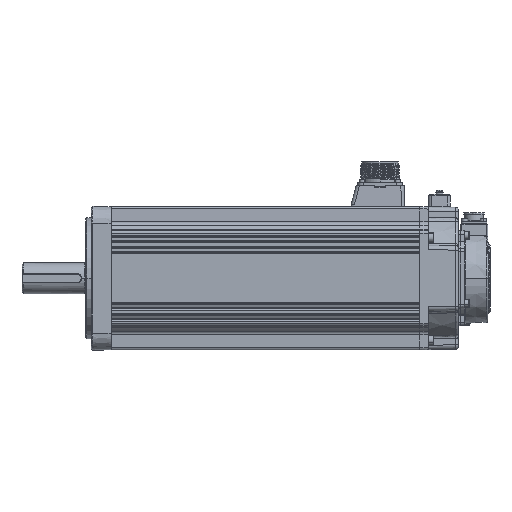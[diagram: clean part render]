
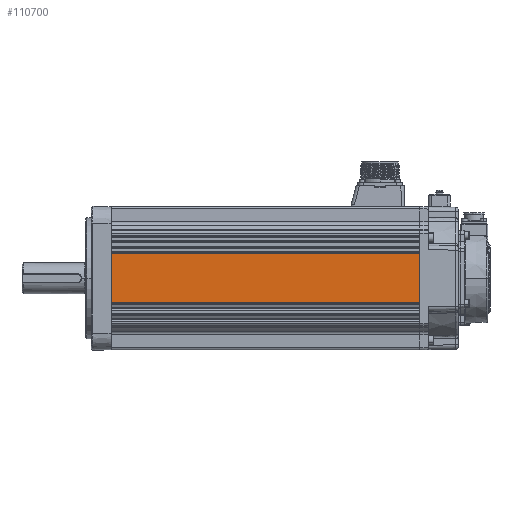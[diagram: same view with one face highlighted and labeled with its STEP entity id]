
A CAD part, top view. The second image highlights one B-rep face of the part: STEP entity #110700.
In plain terms, the highlighted planar face has unit normal (0, 0, 1).
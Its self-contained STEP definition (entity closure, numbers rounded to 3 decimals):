
#500 = FACE_OUTER_BOUND ( 'NONE', #104741, .T. ) ;
#1377 = DIRECTION ( 'NONE',  ( -1., 0., 0. ) ) ;
#2438 = ORIENTED_EDGE ( 'NONE', *, *, #84686, .T. ) ;
#5110 = VECTOR ( 'NONE', #9542, 1000. ) ;
#5294 = LINE ( 'NONE', #51090, #31336 ) ;
#9340 = VECTOR ( 'NONE', #60862, 1000. ) ;
#9542 = DIRECTION ( 'NONE',  ( 0., 1., 0. ) ) ;
#12806 = CARTESIAN_POINT ( 'NONE',  ( 140.25, -22., 65. ) ) ;
#13120 = EDGE_CURVE ( 'NONE', #38866, #48427, #15000, .T. ) ;
#14615 = ORIENTED_EDGE ( 'NONE', *, *, #13120, .F. ) ;
#15000 = LINE ( 'NONE', #115184, #9340 ) ;
#18525 = EDGE_CURVE ( 'NONE', #30776, #116078, #92199, .T. ) ;
#20654 = CARTESIAN_POINT ( 'NONE',  ( 140.75, 22., 65. ) ) ;
#26245 = EDGE_CURVE ( 'NONE', #30776, #48427, #5294, .T. ) ;
#29682 = LINE ( 'NONE', #20654, #86941 ) ;
#30776 = VERTEX_POINT ( 'NONE', #33122 ) ;
#31336 = VECTOR ( 'NONE', #69245, 1000. ) ;
#33122 = CARTESIAN_POINT ( 'NONE',  ( -140.25, -22., 65. ) ) ;
#37252 = CARTESIAN_POINT ( 'NONE',  ( -140.25, -43., 65. ) ) ;
#38866 = VERTEX_POINT ( 'NONE', #99388 ) ;
#48427 = VERTEX_POINT ( 'NONE', #12806 ) ;
#51090 = CARTESIAN_POINT ( 'NONE',  ( 140.75, -22., 65. ) ) ;
#60862 = DIRECTION ( 'NONE',  ( 0., -1., 0. ) ) ;
#65077 = PLANE ( 'NONE',  #84109 ) ;
#69245 = DIRECTION ( 'NONE',  ( 1., 0., 0. ) ) ;
#72803 = ORIENTED_EDGE ( 'NONE', *, *, #18525, .F. ) ;
#73528 = CARTESIAN_POINT ( 'NONE',  ( 140.75, -43., 65. ) ) ;
#84109 = AXIS2_PLACEMENT_3D ( 'NONE', #73528, #103022, #92212 ) ;
#84686 = EDGE_CURVE ( 'NONE', #38866, #116078, #29682, .T. ) ;
#86941 = VECTOR ( 'NONE', #1377, 1000. ) ;
#92199 = LINE ( 'NONE', #37252, #5110 ) ;
#92212 = DIRECTION ( 'NONE',  ( -1., 0., 0. ) ) ;
#99388 = CARTESIAN_POINT ( 'NONE',  ( 140.25, 22., 65. ) ) ;
#99818 = CARTESIAN_POINT ( 'NONE',  ( -140.25, 22., 65. ) ) ;
#103022 = DIRECTION ( 'NONE',  ( 0., 0., -1. ) ) ;
#104741 = EDGE_LOOP ( 'NONE', ( #14615, #2438, #72803, #119066 ) ) ;
#110700 = ADVANCED_FACE ( 'NONE', ( #500 ), #65077, .F. ) ;
#115184 = CARTESIAN_POINT ( 'NONE',  ( 140.25, -43., 65. ) ) ;
#116078 = VERTEX_POINT ( 'NONE', #99818 ) ;
#119066 = ORIENTED_EDGE ( 'NONE', *, *, #26245, .T. ) ;
